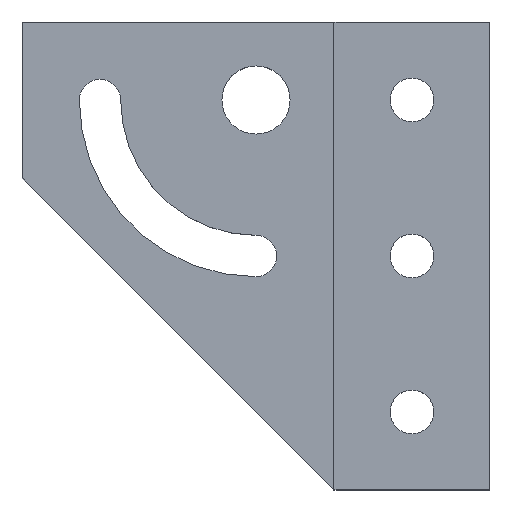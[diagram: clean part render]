
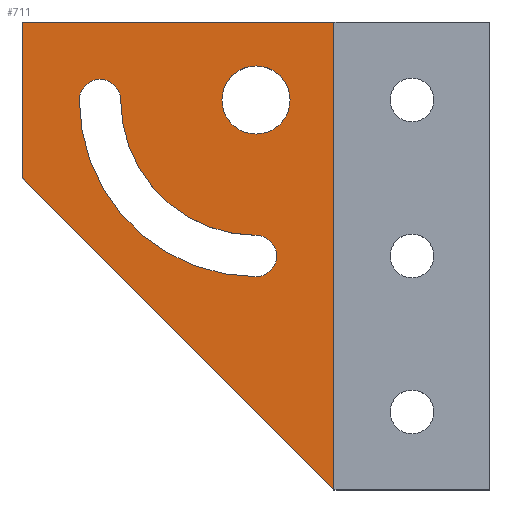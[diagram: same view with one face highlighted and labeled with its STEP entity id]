
A CAD part, top view. The second image highlights one B-rep face of the part: STEP entity #711.
In plain terms, the highlighted planar face has unit normal (0, 0, 1).
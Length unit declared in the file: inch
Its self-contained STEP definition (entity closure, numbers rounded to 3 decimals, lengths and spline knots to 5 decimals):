
#6 = CIRCLE ( 'NONE', #7, 0.2185 ) ;
#7 = AXIS2_PLACEMENT_3D ( 'NONE', #8, #9, #10 ) ;
#8 = CARTESIAN_POINT ( 'NONE',  ( -1.5, 2.5, 0. ) ) ;
#9 = DIRECTION ( 'NONE',  ( 0., 0., -1. ) ) ;
#10 = DIRECTION ( 'NONE',  ( -1., 0., 0. ) ) ;
#11 = CIRCLE ( 'NONE', #12, 0.1325 ) ;
#12 = AXIS2_PLACEMENT_3D ( 'NONE', #13, #14, #15 ) ;
#13 = CARTESIAN_POINT ( 'NONE',  ( -1.5, 1.5, 0. ) ) ;
#14 = DIRECTION ( 'NONE',  ( 0., 0., -1. ) ) ;
#15 = DIRECTION ( 'NONE',  ( -1., 0., 0. ) ) ;
#54 = ORIENTED_EDGE ( 'NONE', *, *, #600, .F. ) ;
#81 = CARTESIAN_POINT ( 'NONE',  ( -3., 2., 0. ) ) ;
#88 = ORIENTED_EDGE ( 'NONE', *, *, #748, .T. ) ;
#128 = CARTESIAN_POINT ( 'NONE',  ( -1.5, 1.3675, 0. ) ) ;
#139 = LINE ( 'NONE', #140, #141 ) ;
#140 = CARTESIAN_POINT ( 'NONE',  ( -3., 3., 0. ) ) ;
#141 = VECTOR ( 'NONE', #143, 39.37008 ) ;
#143 = DIRECTION ( 'NONE',  ( 0., 1., 0. ) ) ;
#144 = CIRCLE ( 'NONE', #145, 0.8675 ) ;
#145 = AXIS2_PLACEMENT_3D ( 'NONE', #146, #147, #148 ) ;
#146 = CARTESIAN_POINT ( 'NONE',  ( -1.5, 2.5, 0. ) ) ;
#147 = DIRECTION ( 'NONE',  ( 0., 0., 1. ) ) ;
#148 = DIRECTION ( 'NONE',  ( -1., 0., 0. ) ) ;
#149 = CARTESIAN_POINT ( 'NONE',  ( -1.5, 1.6325, 0. ) ) ;
#195 = LINE ( 'NONE', #196, #197 ) ;
#196 = CARTESIAN_POINT ( 'NONE',  ( -1., 0., 0. ) ) ;
#197 = VECTOR ( 'NONE', #198, 39.37008 ) ;
#198 = DIRECTION ( 'NONE',  ( 0., 1., 0. ) ) ;
#199 = CARTESIAN_POINT ( 'NONE',  ( -1., 0., 0. ) ) ;
#232 = CIRCLE ( 'NONE', #233, 1.1325 ) ;
#233 = AXIS2_PLACEMENT_3D ( 'NONE', #234, #235, #236 ) ;
#234 = CARTESIAN_POINT ( 'NONE',  ( -1.5, 2.5, 0. ) ) ;
#235 = DIRECTION ( 'NONE',  ( 0., 0., -1. ) ) ;
#236 = DIRECTION ( 'NONE',  ( -1., 0., 0. ) ) ;
#243 = ORIENTED_EDGE ( 'NONE', *, *, #765, .T. ) ;
#255 = CIRCLE ( 'NONE', #256, 0.2185 ) ;
#256 = AXIS2_PLACEMENT_3D ( 'NONE', #257, #258, #259 ) ;
#257 = CARTESIAN_POINT ( 'NONE',  ( -1.5, 2.5, 0. ) ) ;
#258 = DIRECTION ( 'NONE',  ( 0., 0., -1. ) ) ;
#259 = DIRECTION ( 'NONE',  ( -1., 0., 0. ) ) ;
#281 = CIRCLE ( 'NONE', #282, 0.1325 ) ;
#282 = AXIS2_PLACEMENT_3D ( 'NONE', #283, #284, #285 ) ;
#283 = CARTESIAN_POINT ( 'NONE',  ( -1.5, 1.5, 0. ) ) ;
#284 = DIRECTION ( 'NONE',  ( 0., 0., -1. ) ) ;
#285 = DIRECTION ( 'NONE',  ( -1., 0., 0. ) ) ;
#357 = FACE_BOUND ( 'NONE', #719, .T. ) ;
#358 = FACE_BOUND ( 'NONE', #730, .T. ) ;
#359 = FACE_OUTER_BOUND ( 'NONE', #647, .T. ) ;
#360 = PLANE ( 'NONE',  #361 ) ;
#361 = AXIS2_PLACEMENT_3D ( 'NONE', #362, #363, #364 ) ;
#362 = CARTESIAN_POINT ( 'NONE',  ( 0., 0., 0. ) ) ;
#363 = DIRECTION ( 'NONE',  ( 0., 0., 1. ) ) ;
#364 = DIRECTION ( 'NONE',  ( 1., 0., 0. ) ) ;
#365 = CIRCLE ( 'NONE', #366, 0.1325 ) ;
#366 = AXIS2_PLACEMENT_3D ( 'NONE', #367, #368, #369 ) ;
#367 = CARTESIAN_POINT ( 'NONE',  ( -2.5, 2.5, 0. ) ) ;
#368 = DIRECTION ( 'NONE',  ( 0., 0., -1. ) ) ;
#369 = DIRECTION ( 'NONE',  ( 1., 0., 0. ) ) ;
#388 = CARTESIAN_POINT ( 'NONE',  ( -2.3675, 2.5, 0. ) ) ;
#389 = CARTESIAN_POINT ( 'NONE',  ( -3., 3., 0. ) ) ;
#420 = CARTESIAN_POINT ( 'NONE',  ( -2.6325, 2.5, 0. ) ) ;
#425 = CARTESIAN_POINT ( 'NONE',  ( -1., 3., 0. ) ) ;
#431 = LINE ( 'NONE', #432, #433 ) ;
#432 = CARTESIAN_POINT ( 'NONE',  ( -3., 2., 0. ) ) ;
#433 = VECTOR ( 'NONE', #434, 39.37008 ) ;
#434 = DIRECTION ( 'NONE',  ( -0.707, 0.707, 0. ) ) ;
#436 = CARTESIAN_POINT ( 'NONE',  ( -1.7185, 2.5, 0. ) ) ;
#450 = CARTESIAN_POINT ( 'NONE',  ( -1.3675, 1.5, 0. ) ) ;
#451 = LINE ( 'NONE', #452, #453 ) ;
#452 = CARTESIAN_POINT ( 'NONE',  ( 0., 3., 0. ) ) ;
#453 = VECTOR ( 'NONE', #454, 39.37008 ) ;
#454 = DIRECTION ( 'NONE',  ( 1., 0., 0. ) ) ;
#469 = CARTESIAN_POINT ( 'NONE',  ( -1.2815, 2.5, 0. ) ) ;
#572 = EDGE_CURVE ( 'NONE', #729, #716, #365, .T. ) ;
#580 = VERTEX_POINT ( 'NONE', #389 ) ;
#594 = EDGE_CURVE ( 'NONE', #803, #782, #431, .T. ) ;
#596 = ORIENTED_EDGE ( 'NONE', *, *, #805, .T. ) ;
#600 = EDGE_CURVE ( 'NONE', #580, #731, #451, .T. ) ;
#604 = VERTEX_POINT ( 'NONE', #469 ) ;
#605 = ORIENTED_EDGE ( 'NONE', *, *, #594, .F. ) ;
#606 = VERTEX_POINT ( 'NONE', #149 ) ;
#621 = ORIENTED_EDGE ( 'NONE', *, *, #795, .F. ) ;
#630 = EDGE_CURVE ( 'NONE', #604, #733, #6, .T. ) ;
#631 = EDGE_CURVE ( 'NONE', #606, #740, #11, .T. ) ;
#645 = ORIENTED_EDGE ( 'NONE', *, *, #630, .T. ) ;
#647 = EDGE_LOOP ( 'NONE', ( #605, #656, #54, #621 ) ) ;
#655 = ORIENTED_EDGE ( 'NONE', *, *, #631, .T. ) ;
#656 = ORIENTED_EDGE ( 'NONE', *, *, #757, .T. ) ;
#675 = ORIENTED_EDGE ( 'NONE', *, *, #572, .T. ) ;
#711 = ADVANCED_FACE ( 'NONE', ( #357, #358, #359 ), #360, .T. ) ;
#716 = VERTEX_POINT ( 'NONE', #388 ) ;
#719 = EDGE_LOOP ( 'NONE', ( #645, #243 ) ) ;
#729 = VERTEX_POINT ( 'NONE', #420 ) ;
#730 = EDGE_LOOP ( 'NONE', ( #88, #655, #596, #789, #675 ) ) ;
#731 = VERTEX_POINT ( 'NONE', #425 ) ;
#733 = VERTEX_POINT ( 'NONE', #436 ) ;
#740 = VERTEX_POINT ( 'NONE', #450 ) ;
#748 = EDGE_CURVE ( 'NONE', #716, #606, #144, .T. ) ;
#757 = EDGE_CURVE ( 'NONE', #803, #731, #195, .T. ) ;
#762 = EDGE_CURVE ( 'NONE', #790, #729, #232, .T. ) ;
#765 = EDGE_CURVE ( 'NONE', #733, #604, #255, .T. ) ;
#782 = VERTEX_POINT ( 'NONE', #81 ) ;
#789 = ORIENTED_EDGE ( 'NONE', *, *, #762, .T. ) ;
#790 = VERTEX_POINT ( 'NONE', #128 ) ;
#795 = EDGE_CURVE ( 'NONE', #782, #580, #139, .T. ) ;
#803 = VERTEX_POINT ( 'NONE', #199 ) ;
#805 = EDGE_CURVE ( 'NONE', #740, #790, #281, .T. ) ;
